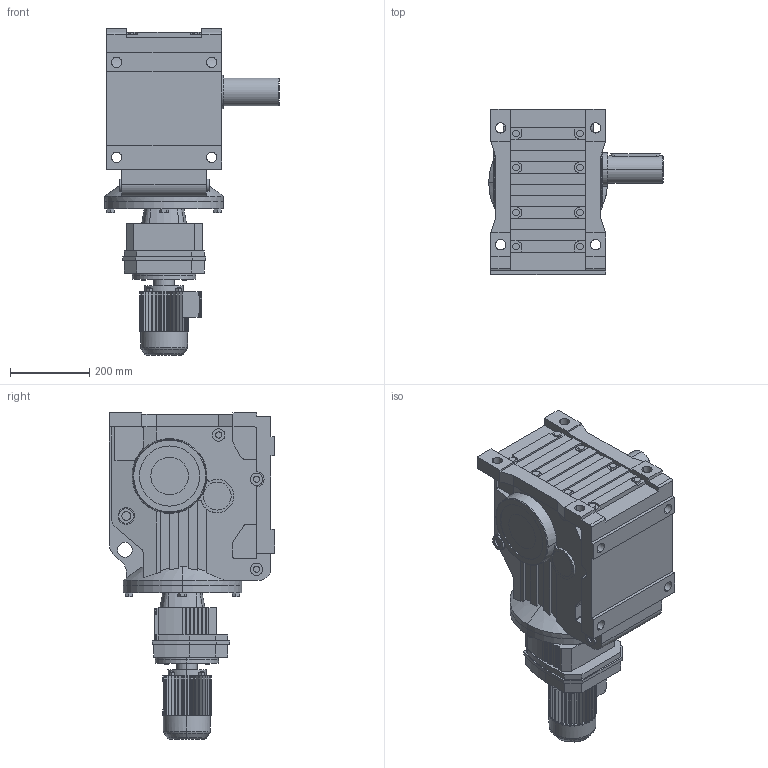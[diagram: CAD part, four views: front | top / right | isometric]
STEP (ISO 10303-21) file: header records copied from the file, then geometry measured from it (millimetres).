
FILE_DESCRIPTION(('Open CASCADE Model'),'2;1');
FILE_NAME('Open CASCADE Shape Model','2019-08-19T14:59:36',('Author'),( 'Open CASCADE'),'Open CASCADE STEP processor 6.3','Open CASCADE 6.3' ,'Unknown');
FILE_SCHEMA(('AUTOMOTIVE_DESIGN_CC2 { 1 2 10303 214 -1 1 5 4 }'));
Length unit declared in the file: millimetre
Products named in the file (5): 1_KC97RC57-YS63-A; K37‵157_97.step; 萇儂_160_YS63.step; R_97_57.step; す瑩妗陑粣K_97_K.step
Assembly tree (4 placements, depth 2):
  1_KC97RC57-YS63-A
    K37‵157_97.step
    萇儂_160_YS63.step
    R_97_57.step
    す瑩妗陑粣K_97_K.step
Bounding box: 441 x 417 x 825 mm (x, y, z)
Volume: 45511294.5 mm3; surface area: 1708713.5 mm2
Topology: 4 solids, 4 shells, 1163 faces, 3123 edges, 2037 vertices
Faces by surface type: plane 800, cylinder 324, cone 31, torus 8
Entity records: 90018 total; most frequent: CARTESIAN_POINT 31073, DIRECTION 10001, ORIENTED_EDGE 6242, PCURVE 6242, DEFINITIONAL_REPRESENTATION 6242, LINE 5687, VECTOR 5687, EDGE_CURVE 3121
